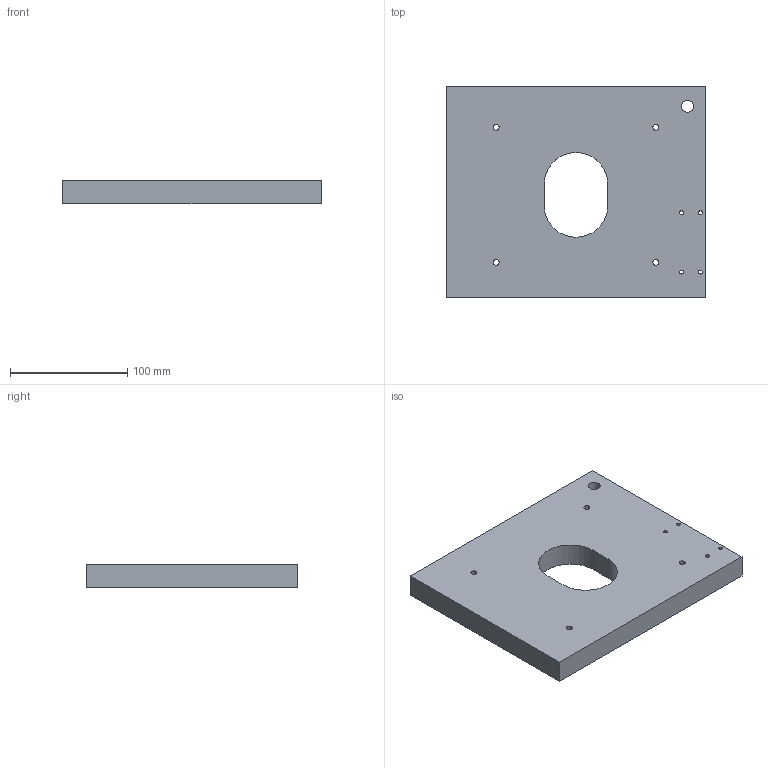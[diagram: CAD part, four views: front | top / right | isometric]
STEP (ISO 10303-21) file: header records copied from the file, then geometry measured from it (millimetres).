
FILE_DESCRIPTION (( 'STEP AP203' ), '1' );
FILE_NAME ('C22-0004.STEP', '2022-05-24T06:23:40', ( '' ), ( '' ), 'SwSTEP 2.0', 'SolidWorks 2020', '' );
FILE_SCHEMA (( 'CONFIG_CONTROL_DESIGN' ));
Length unit declared in the file: millimetre
Products named in the file (1): C22-0004
Bounding box: 220 x 180 x 20 mm (x, y, z)
Volume: 719515.8 mm3; surface area: 96843.5 mm2
Topology: 1 solids, 1 shells, 48 faces, 128 edges, 77 vertices
Faces by surface type: cylinder 30, cone 10, plane 8
Entity records: 1559 total; most frequent: DIRECTION 276, CARTESIAN_POINT 244, ORIENTED_EDGE 236, EDGE_CURVE 118, AXIS2_PLACEMENT_3D 109, VERTEX_POINT 77, EDGE_LOOP 73, CIRCLE 60
